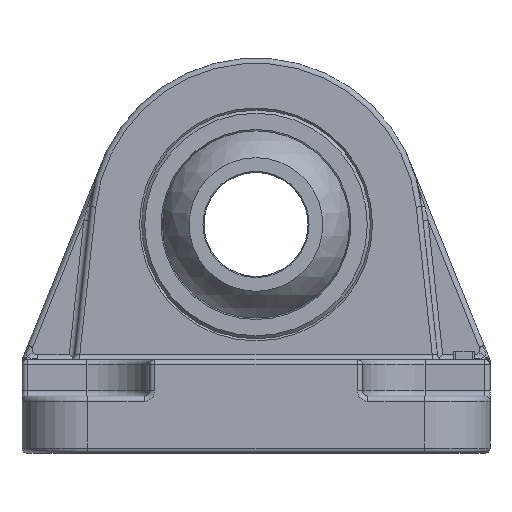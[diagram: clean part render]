
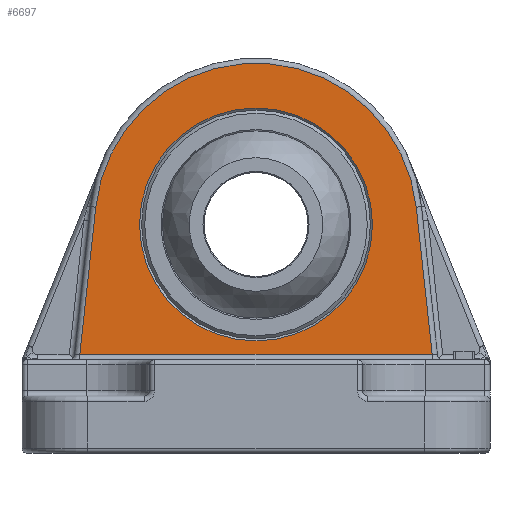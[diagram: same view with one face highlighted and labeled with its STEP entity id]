
A CAD part, front view. The second image highlights one B-rep face of the part: STEP entity #6697.
In plain terms, the highlighted planar face has unit normal (0, -1, 0).
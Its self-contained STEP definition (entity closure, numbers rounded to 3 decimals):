
#4513=CARTESIAN_POINT('',(-16.943,-5.25,5.0));
#4514=VERTEX_POINT('',#4513);
#4789=CARTESIAN_POINT('',(16.943,-5.25,5.0));
#4790=VERTEX_POINT('',#4789);
#4839=CARTESIAN_POINT('',(16.943,-5.25,5.0));
#4840=DIRECTION('',(-1.0,0.0,0.0));
#4841=VECTOR('',#4840,33.886);
#4842=LINE('',#4839,#4841);
#4843=EDGE_CURVE('',#4790,#4514,#4842,.T.);
#5537=CARTESIAN_POINT('',(-15.41,-5.25,19.167));
#5538=VERTEX_POINT('',#5537);
#5553=CARTESIAN_POINT('',(-16.943,-5.25,5.));
#5554=DIRECTION('',(0.108,0.0,0.994));
#5555=VECTOR('',#5554,14.25);
#5556=LINE('',#5553,#5555);
#5557=EDGE_CURVE('',#4514,#5538,#5556,.T.);
#5567=CARTESIAN_POINT('',(15.41,-5.25,19.167));
#5568=VERTEX_POINT('',#5567);
#5578=CARTESIAN_POINT('',(0.0,-5.25,17.5));
#5579=DIRECTION('',(0.0,1.0,0.0));
#5580=DIRECTION('',(0.0,0.0,1.0));
#5581=AXIS2_PLACEMENT_3D('',#5578,#5579,#5580);
#5582=CIRCLE('',#5581,15.5);
#5583=EDGE_CURVE('',#5538,#5568,#5582,.T.);
#5596=CARTESIAN_POINT('',(15.41,-5.25,19.167));
#5597=DIRECTION('',(0.108,0.0,-0.994));
#5598=VECTOR('',#5597,14.25);
#5599=LINE('',#5596,#5598);
#5600=EDGE_CURVE('',#5568,#4790,#5599,.T.);
#6675=CARTESIAN_POINT('',(0.,-5.25,16.107));
#6676=DIRECTION('',(0.0,1.0,0.0));
#6677=DIRECTION('',(0.0,0.0,1.0));
#6678=AXIS2_PLACEMENT_3D('',#6675,#6676,#6677);
#6679=PLANE('',#6678);
#6680=ORIENTED_EDGE('',*,*,#4843,.F.);
#6681=ORIENTED_EDGE('',*,*,#5600,.F.);
#6682=ORIENTED_EDGE('',*,*,#5583,.F.);
#6683=ORIENTED_EDGE('',*,*,#5557,.F.);
#6684=EDGE_LOOP('',(#6680,#6681,#6682,#6683));
#6685=FACE_OUTER_BOUND('',#6684,.T.);
#6686=CARTESIAN_POINT('',(-11.2,-5.25,17.5));
#6687=VERTEX_POINT('',#6686);
#6688=CARTESIAN_POINT('',(0.0,-5.25,17.5));
#6689=DIRECTION('',(0.0,-1.0,0.0));
#6690=DIRECTION('',(1.0,0.0,0.0));
#6691=AXIS2_PLACEMENT_3D('',#6688,#6689,#6690);
#6692=CIRCLE('',#6691,11.2);
#6693=EDGE_CURVE('',#6687,#6687,#6692,.T.);
#6694=ORIENTED_EDGE('',*,*,#6693,.F.);
#6695=EDGE_LOOP('',(#6694));
#6696=FACE_BOUND('',#6695,.T.);
#6697=ADVANCED_FACE('',(#6685,#6696),#6679,.F.);
